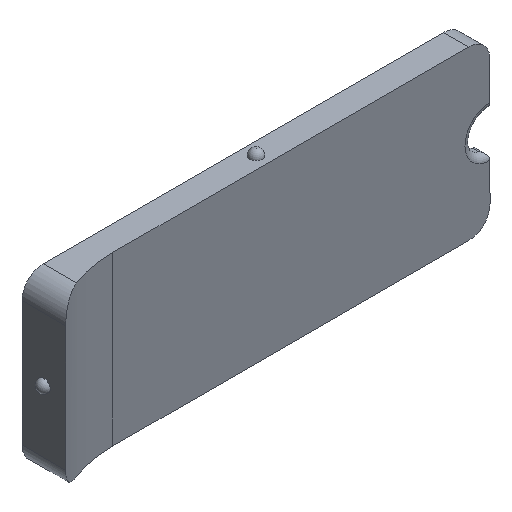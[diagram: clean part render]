
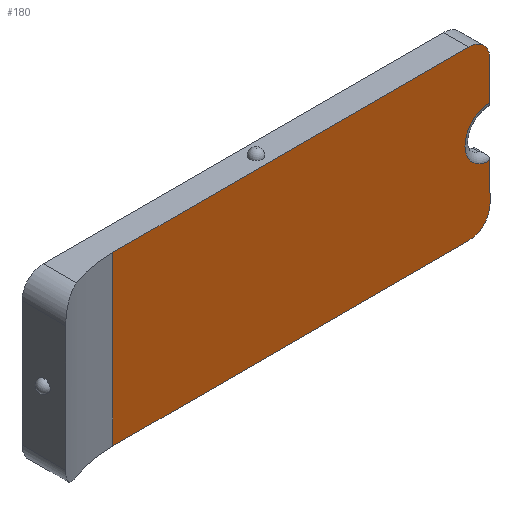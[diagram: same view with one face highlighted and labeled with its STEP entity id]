
A CAD part, isometric view. The second image highlights one B-rep face of the part: STEP entity #180.
In plain terms, the highlighted planar face has unit normal (0, -1, 0).
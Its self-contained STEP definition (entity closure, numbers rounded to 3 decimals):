
#2 = CARTESIAN_POINT ( 'NONE',  ( 0., 4., -0.3 ) ) ;
#21 = CARTESIAN_POINT ( 'NONE',  ( 35.7, 4., -7. ) ) ;
#25 = VERTEX_POINT ( 'NONE', #675 ) ;
#37 = CIRCLE ( 'NONE', #945, 2. ) ;
#64 = CARTESIAN_POINT ( 'NONE',  ( 5.564, 4., -0.3 ) ) ;
#76 = DIRECTION ( 'NONE',  ( -1., 0., 0. ) ) ;
#84 = DIRECTION ( 'NONE',  ( 0., -1., 0. ) ) ;
#94 = DIRECTION ( 'NONE',  ( 0., 0., -1. ) ) ;
#119 = VERTEX_POINT ( 'NONE', #751 ) ;
#123 = VECTOR ( 'NONE', #76, 1000. ) ;
#129 = FACE_OUTER_BOUND ( 'NONE', #224, .T. ) ;
#143 = ORIENTED_EDGE ( 'NONE', *, *, #854, .F. ) ;
#167 = LINE ( 'NONE', #909, #255 ) ;
#175 = DIRECTION ( 'NONE',  ( 1., 0., 0. ) ) ;
#180 = ADVANCED_FACE ( 'NONE', ( #129 ), #919, .T. ) ;
#192 = LINE ( 'NONE', #556, #480 ) ;
#215 = ORIENTED_EDGE ( 'NONE', *, *, #832, .F. ) ;
#223 = CARTESIAN_POINT ( 'NONE',  ( 35.7, 4., -2. ) ) ;
#224 = EDGE_LOOP ( 'NONE', ( #540, #862, #215, #672, #415, #557, #143, #235 ) ) ;
#235 = ORIENTED_EDGE ( 'NONE', *, *, #923, .T. ) ;
#241 = CARTESIAN_POINT ( 'NONE',  ( 5.564, 4., -0.3 ) ) ;
#245 = DIRECTION ( 'NONE',  ( 1., 0., 0. ) ) ;
#255 = VECTOR ( 'NONE', #822, 1000. ) ;
#261 = DIRECTION ( 'NONE',  ( -1., 0., 0. ) ) ;
#296 = EDGE_CURVE ( 'NONE', #319, #314, #720, .T. ) ;
#314 = VERTEX_POINT ( 'NONE', #64 ) ;
#315 = VECTOR ( 'NONE', #914, 1000. ) ;
#316 = CARTESIAN_POINT ( 'NONE',  ( 35.7, 4., -12. ) ) ;
#319 = VERTEX_POINT ( 'NONE', #661 ) ;
#374 = DIRECTION ( 'NONE',  ( 1., 0., 0. ) ) ;
#386 = EDGE_CURVE ( 'NONE', #25, #801, #37, .T. ) ;
#391 = EDGE_CURVE ( 'NONE', #314, #843, #521, .T. ) ;
#407 = AXIS2_PLACEMENT_3D ( 'NONE', #824, #754, #175 ) ;
#415 = ORIENTED_EDGE ( 'NONE', *, *, #296, .T. ) ;
#417 = DIRECTION ( 'NONE',  ( 0., -1., 0. ) ) ;
#420 = CIRCLE ( 'NONE', #407, 1.7 ) ;
#438 = VERTEX_POINT ( 'NONE', #316 ) ;
#457 = EDGE_CURVE ( 'NONE', #507, #319, #420, .T. ) ;
#480 = VECTOR ( 'NONE', #261, 1000. ) ;
#507 = VERTEX_POINT ( 'NONE', #223 ) ;
#521 = LINE ( 'NONE', #241, #654 ) ;
#524 = AXIS2_PLACEMENT_3D ( 'NONE', #726, #84, #374 ) ;
#540 = ORIENTED_EDGE ( 'NONE', *, *, #703, .F. ) ;
#550 = DIRECTION ( 'NONE',  ( 1., 0., 0. ) ) ;
#556 = CARTESIAN_POINT ( 'NONE',  ( 0., 4., -13.7 ) ) ;
#557 = ORIENTED_EDGE ( 'NONE', *, *, #391, .T. ) ;
#564 = LINE ( 'NONE', #920, #315 ) ;
#654 = VECTOR ( 'NONE', #94, 1000. ) ;
#661 = CARTESIAN_POINT ( 'NONE',  ( 34., 4., -0.3 ) ) ;
#672 = ORIENTED_EDGE ( 'NONE', *, *, #457, .T. ) ;
#675 = CARTESIAN_POINT ( 'NONE',  ( 35.7, 4., -9. ) ) ;
#703 = EDGE_CURVE ( 'NONE', #25, #438, #167, .T. ) ;
#720 = LINE ( 'NONE', #2, #123 ) ;
#726 = CARTESIAN_POINT ( 'NONE',  ( 34., 4., -12. ) ) ;
#751 = CARTESIAN_POINT ( 'NONE',  ( 34., 4., -13.7 ) ) ;
#754 = DIRECTION ( 'NONE',  ( 0., -1., 0. ) ) ;
#759 = DIRECTION ( 'NONE',  ( 0., 1., 0. ) ) ;
#776 = CARTESIAN_POINT ( 'NONE',  ( 5.564, 4., -13.7 ) ) ;
#780 = CARTESIAN_POINT ( 'NONE',  ( 35.7, 4., -5. ) ) ;
#801 = VERTEX_POINT ( 'NONE', #780 ) ;
#820 = AXIS2_PLACEMENT_3D ( 'NONE', #853, #417, #550 ) ;
#822 = DIRECTION ( 'NONE',  ( 0., 0., -1. ) ) ;
#824 = CARTESIAN_POINT ( 'NONE',  ( 34., 4., -2. ) ) ;
#832 = EDGE_CURVE ( 'NONE', #507, #801, #564, .T. ) ;
#843 = VERTEX_POINT ( 'NONE', #776 ) ;
#844 = CIRCLE ( 'NONE', #524, 1.7 ) ;
#853 = CARTESIAN_POINT ( 'NONE',  ( 0., 4., -0.3 ) ) ;
#854 = EDGE_CURVE ( 'NONE', #119, #843, #192, .T. ) ;
#862 = ORIENTED_EDGE ( 'NONE', *, *, #386, .T. ) ;
#909 = CARTESIAN_POINT ( 'NONE',  ( 35.7, 4., -0.3 ) ) ;
#914 = DIRECTION ( 'NONE',  ( 0., 0., -1. ) ) ;
#919 = PLANE ( 'NONE',  #820 ) ;
#920 = CARTESIAN_POINT ( 'NONE',  ( 35.7, 4., -0.3 ) ) ;
#923 = EDGE_CURVE ( 'NONE', #119, #438, #844, .T. ) ;
#945 = AXIS2_PLACEMENT_3D ( 'NONE', #21, #759, #245 ) ;
